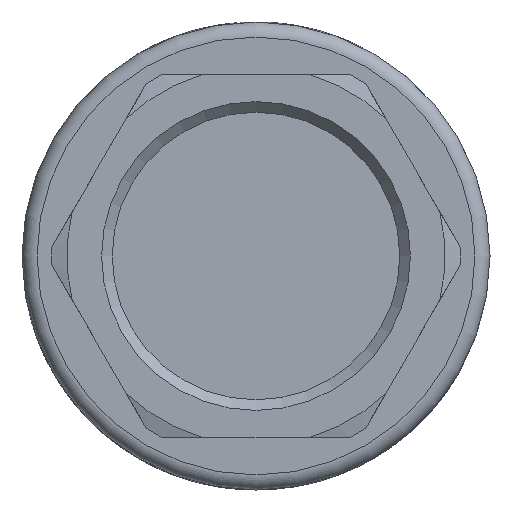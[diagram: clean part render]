
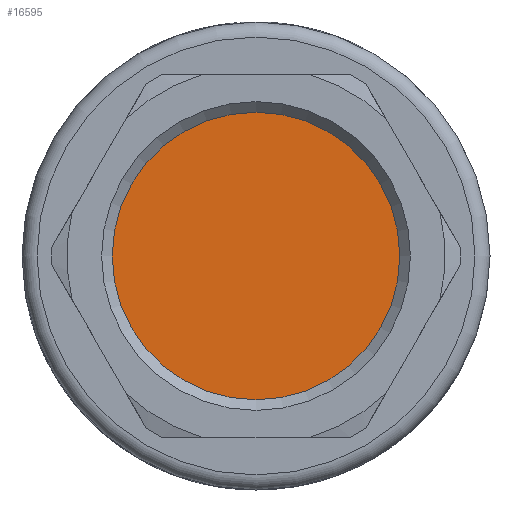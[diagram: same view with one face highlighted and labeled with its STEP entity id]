
A CAD part, left-side view. The second image highlights one B-rep face of the part: STEP entity #16595.
In plain terms, the highlighted planar face has unit normal (-1, 0, 0).
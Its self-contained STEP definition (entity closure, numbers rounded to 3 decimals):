
#178=CIRCLE($,#17510,9.525);
#2927=PLANE($,#17509);
#3378=FACE_OUTER_BOUND($,#4275,.T.);
#4275=EDGE_LOOP($,(#10883));
#6515=VERTEX_POINT($,#28543);
#8234=EDGE_CURVE($,#6515,#6515,#178,.T.);
#10883=ORIENTED_EDGE($,*,*,#8234,.F.);
#16595=ADVANCED_FACE($,(#3378),#2927,.T.);
#17509=AXIS2_PLACEMENT_3D($,#28542,#18408,#18409);
#17510=AXIS2_PLACEMENT_3D($,#28544,#18410,#18411);
#18408=DIRECTION('center_axis',(-1.,0.,0.));
#18409=DIRECTION('ref_axis',(0.,0.,1.));
#18410=DIRECTION('center_axis',(1.,0.,0.));
#18411=DIRECTION('ref_axis',(0.,1.,0.));
#28542=CARTESIAN_POINT('Origin',(-32.001,9.966,0.));
#28543=CARTESIAN_POINT('',(-32.001,-9.525,0.));
#28544=CARTESIAN_POINT('Origin',(-32.001,0.,0.));
